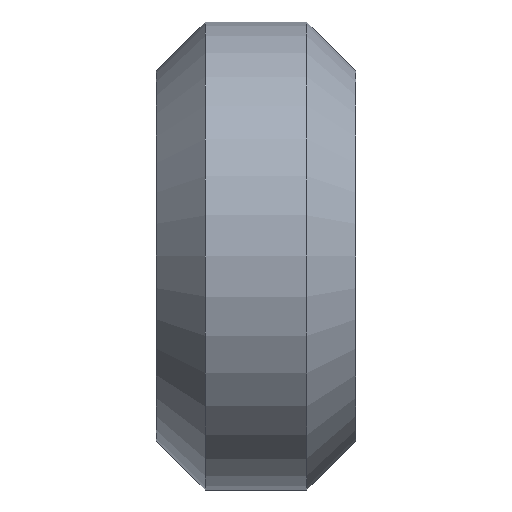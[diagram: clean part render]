
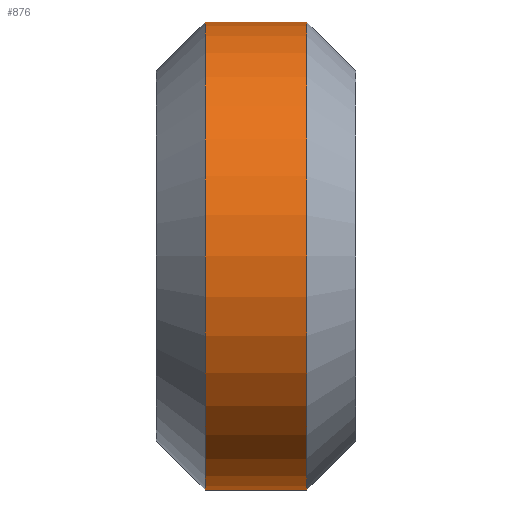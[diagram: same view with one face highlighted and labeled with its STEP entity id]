
A CAD part, front view. The second image highlights one B-rep face of the part: STEP entity #876.
In plain terms, the highlighted cylindrical face has radius 11.95 mm (diameter 23.9 mm), a partial arc.
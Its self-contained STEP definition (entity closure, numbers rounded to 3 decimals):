
#32 = LINE ( 'NONE', #1150, #101 ) ;
#49 = DIRECTION ( 'NONE',  ( -1., 0., 0. ) ) ;
#89 = VERTEX_POINT ( 'NONE', #234 ) ;
#101 = VECTOR ( 'NONE', #49, 1000. ) ;
#124 = CARTESIAN_POINT ( 'NONE',  ( 5.1, 0., 0. ) ) ;
#149 = CARTESIAN_POINT ( 'NONE',  ( -2.6, 0., 11.95 ) ) ;
#172 = CYLINDRICAL_SURFACE ( 'NONE', #394, 11.95 ) ;
#220 = EDGE_CURVE ( 'NONE', #489, #1228, #1202, .T. ) ;
#234 = CARTESIAN_POINT ( 'NONE',  ( -2.6, 0., -11.95 ) ) ;
#239 = ORIENTED_EDGE ( 'NONE', *, *, #729, .T. ) ;
#246 = EDGE_CURVE ( 'NONE', #1228, #89, #1134, .T. ) ;
#249 = DIRECTION ( 'NONE',  ( 1., 0., 0. ) ) ;
#254 = CARTESIAN_POINT ( 'NONE',  ( -2.6, 0., 0. ) ) ;
#271 = CARTESIAN_POINT ( 'NONE',  ( 2.6, 0., 11.95 ) ) ;
#323 = DIRECTION ( 'NONE',  ( 0., 0., -1. ) ) ;
#394 = AXIS2_PLACEMENT_3D ( 'NONE', #124, #835, #1238 ) ;
#442 = ORIENTED_EDGE ( 'NONE', *, *, #246, .T. ) ;
#472 = CIRCLE ( 'NONE', #1268, 11.95 ) ;
#489 = VERTEX_POINT ( 'NONE', #271 ) ;
#524 = DIRECTION ( 'NONE',  ( -1., 0., 0. ) ) ;
#561 = DIRECTION ( 'NONE',  ( 0., 0., -1. ) ) ;
#626 = FACE_OUTER_BOUND ( 'NONE', #1285, .T. ) ;
#637 = CARTESIAN_POINT ( 'NONE',  ( 2.6, 0., -11.95 ) ) ;
#656 = AXIS2_PLACEMENT_3D ( 'NONE', #254, #249, #561 ) ;
#662 = VECTOR ( 'NONE', #829, 1000. ) ;
#682 = ORIENTED_EDGE ( 'NONE', *, *, #220, .T. ) ;
#729 = EDGE_CURVE ( 'NONE', #811, #489, #472, .T. ) ;
#811 = VERTEX_POINT ( 'NONE', #637 ) ;
#829 = DIRECTION ( 'NONE',  ( -1., 0., 0. ) ) ;
#835 = DIRECTION ( 'NONE',  ( -1., 0., 0. ) ) ;
#876 = ADVANCED_FACE ( 'NONE', ( #626 ), #172, .T. ) ;
#957 = EDGE_CURVE ( 'NONE', #811, #89, #32, .T. ) ;
#1125 = CARTESIAN_POINT ( 'NONE',  ( 2.6, 0., 0. ) ) ;
#1134 = CIRCLE ( 'NONE', #656, 11.95 ) ;
#1150 = CARTESIAN_POINT ( 'NONE',  ( 5.1, 0., -11.95 ) ) ;
#1202 = LINE ( 'NONE', #1239, #662 ) ;
#1228 = VERTEX_POINT ( 'NONE', #149 ) ;
#1238 = DIRECTION ( 'NONE',  ( 0., 0., 1. ) ) ;
#1239 = CARTESIAN_POINT ( 'NONE',  ( 5.1, 0., 11.95 ) ) ;
#1268 = AXIS2_PLACEMENT_3D ( 'NONE', #1125, #524, #323 ) ;
#1285 = EDGE_LOOP ( 'NONE', ( #1302, #239, #682, #442 ) ) ;
#1302 = ORIENTED_EDGE ( 'NONE', *, *, #957, .F. ) ;
